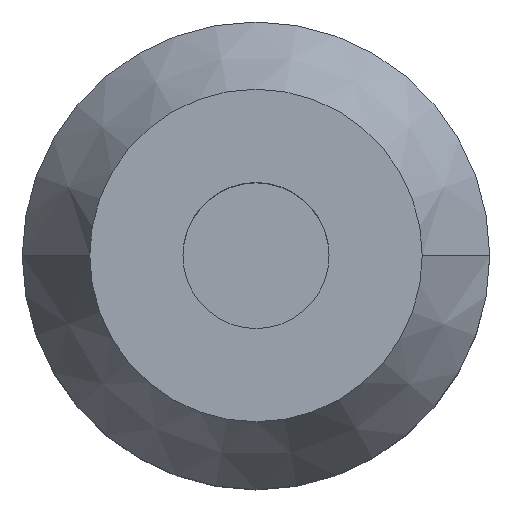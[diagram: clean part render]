
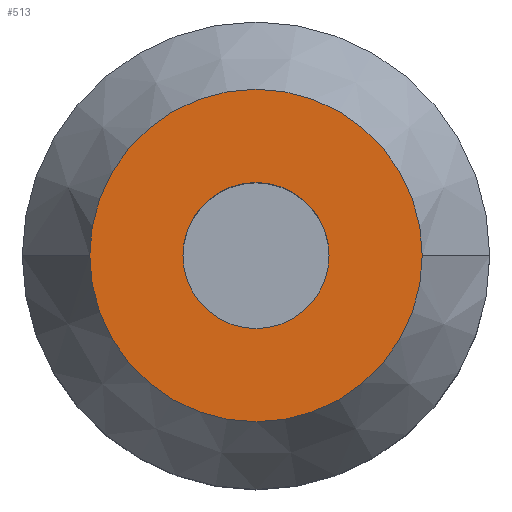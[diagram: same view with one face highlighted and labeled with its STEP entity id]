
A CAD part, top view. The second image highlights one B-rep face of the part: STEP entity #513.
In plain terms, the highlighted planar face has unit normal (0, 0, 1).
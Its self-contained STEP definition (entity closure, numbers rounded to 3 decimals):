
#37 = CARTESIAN_POINT ( 'NONE',  ( 5.691, 0., 14. ) ) ;
#61 = AXIS2_PLACEMENT_3D ( 'NONE', #241, #117, #152 ) ;
#78 = FACE_OUTER_BOUND ( 'NONE', #394, .T. ) ;
#91 = CARTESIAN_POINT ( 'NONE',  ( 0., 0., 14. ) ) ;
#93 = VERTEX_POINT ( 'NONE', #382 ) ;
#96 = ORIENTED_EDGE ( 'NONE', *, *, #365, .F. ) ;
#117 = DIRECTION ( 'NONE',  ( 0., 0., 1. ) ) ;
#119 = AXIS2_PLACEMENT_3D ( 'NONE', #91, #167, #411 ) ;
#120 = DIRECTION ( 'NONE',  ( 1., 0., 0. ) ) ;
#121 = DIRECTION ( 'NONE',  ( 0., 0., 1. ) ) ;
#124 = DIRECTION ( 'NONE',  ( 1., 0., 0. ) ) ;
#152 = DIRECTION ( 'NONE',  ( 1., 0., 0. ) ) ;
#157 = ORIENTED_EDGE ( 'NONE', *, *, #280, .F. ) ;
#167 = DIRECTION ( 'NONE',  ( 0., 0., 1. ) ) ;
#175 = PLANE ( 'NONE',  #246 ) ;
#191 = CIRCLE ( 'NONE', #291, 5.691 ) ;
#198 = DIRECTION ( 'NONE',  ( 0., 0., 1. ) ) ;
#219 = EDGE_CURVE ( 'NONE', #267, #270, #479, .T. ) ;
#234 = EDGE_LOOP ( 'NONE', ( #157, #96 ) ) ;
#241 = CARTESIAN_POINT ( 'NONE',  ( 0., 0., 14. ) ) ;
#246 = AXIS2_PLACEMENT_3D ( 'NONE', #373, #121, #124 ) ;
#261 = AXIS2_PLACEMENT_3D ( 'NONE', #480, #437, #120 ) ;
#267 = VERTEX_POINT ( 'NONE', #37 ) ;
#270 = VERTEX_POINT ( 'NONE', #440 ) ;
#280 = EDGE_CURVE ( 'NONE', #93, #410, #506, .T. ) ;
#291 = AXIS2_PLACEMENT_3D ( 'NONE', #397, #198, #354 ) ;
#324 = CIRCLE ( 'NONE', #119, 2.5 ) ;
#334 = EDGE_CURVE ( 'NONE', #270, #267, #191, .T. ) ;
#343 = FACE_BOUND ( 'NONE', #234, .T. ) ;
#352 = CARTESIAN_POINT ( 'NONE',  ( -2.5, 0., 14. ) ) ;
#354 = DIRECTION ( 'NONE',  ( 1., 0., 0. ) ) ;
#365 = EDGE_CURVE ( 'NONE', #410, #93, #324, .T. ) ;
#373 = CARTESIAN_POINT ( 'NONE',  ( 2.5, 0., 14. ) ) ;
#382 = CARTESIAN_POINT ( 'NONE',  ( 2.5, 0., 14. ) ) ;
#394 = EDGE_LOOP ( 'NONE', ( #504, #412 ) ) ;
#397 = CARTESIAN_POINT ( 'NONE',  ( 0., 0., 14. ) ) ;
#410 = VERTEX_POINT ( 'NONE', #352 ) ;
#411 = DIRECTION ( 'NONE',  ( 1., 0., 0. ) ) ;
#412 = ORIENTED_EDGE ( 'NONE', *, *, #219, .T. ) ;
#437 = DIRECTION ( 'NONE',  ( 0., 0., 1. ) ) ;
#440 = CARTESIAN_POINT ( 'NONE',  ( -5.691, 0., 14. ) ) ;
#479 = CIRCLE ( 'NONE', #61, 5.691 ) ;
#480 = CARTESIAN_POINT ( 'NONE',  ( 0., 0., 14. ) ) ;
#504 = ORIENTED_EDGE ( 'NONE', *, *, #334, .T. ) ;
#506 = CIRCLE ( 'NONE', #261, 2.5 ) ;
#513 = ADVANCED_FACE ( 'NONE', ( #78, #343 ), #175, .T. ) ;
